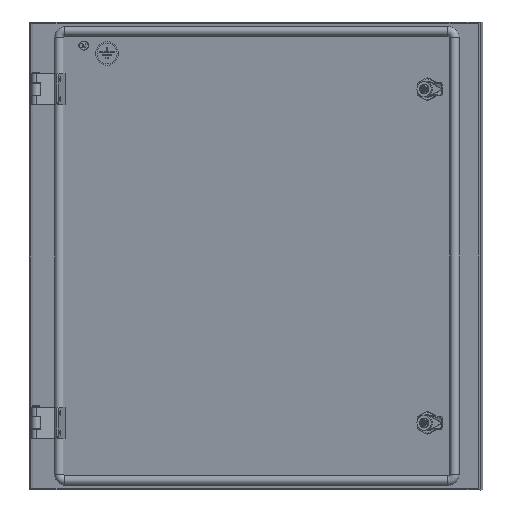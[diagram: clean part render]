
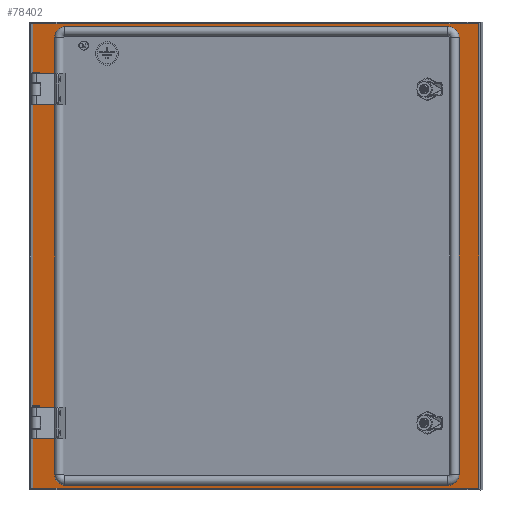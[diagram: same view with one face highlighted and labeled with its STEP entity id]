
A CAD part, left-side view. The second image highlights one B-rep face of the part: STEP entity #78402.
In plain terms, the highlighted planar face has unit normal (-0.966, 0.259, 0).
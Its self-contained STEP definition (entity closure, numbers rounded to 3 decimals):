
#303 = CARTESIAN_POINT ( 'NONE',  ( -164.64, -600.677, 25. ) ) ;
#351 = EDGE_CURVE ( 'NONE', #91094, #98754, #96204, .T. ) ;
#2700 = EDGE_CURVE ( 'NONE', #3684, #103642, #39340, .T. ) ;
#3553 = CARTESIAN_POINT ( 'NONE',  ( -157.141, -572.664, 303. ) ) ;
#3684 = VERTEX_POINT ( 'NONE', #103754 ) ;
#3847 = DIRECTION ( 'NONE',  ( 0., 0., 1. ) ) ;
#3867 = FACE_OUTER_BOUND ( 'NONE', #100741, .T. ) ;
#4175 = AXIS2_PLACEMENT_3D ( 'NONE', #52057, #68722, #67079 ) ;
#4286 = DIRECTION ( 'NONE',  ( -0.966, 0.259, 0. ) ) ;
#5564 = EDGE_CURVE ( 'NONE', #41029, #3684, #71383, .T. ) ;
#5984 = ORIENTED_EDGE ( 'NONE', *, *, #83416, .F. ) ;
#6538 = CARTESIAN_POINT ( 'NONE',  ( -11.821, -29.777, -271. ) ) ;
#6675 = LINE ( 'NONE', #32118, #80893 ) ;
#7642 = AXIS2_PLACEMENT_3D ( 'NONE', #17531, #15910, #24213 ) ;
#9828 = CARTESIAN_POINT ( 'NONE',  ( -11.821, -29.777, 25. ) ) ;
#9979 = CIRCLE ( 'NONE', #87860, 14. ) ;
#12726 = CARTESIAN_POINT ( 'NONE',  ( -88.23, -315.227, -271. ) ) ;
#13118 = CARTESIAN_POINT ( 'NONE',  ( -15.958, -45.233, 237.5 ) ) ;
#14589 = AXIS2_PLACEMENT_3D ( 'NONE', #54740, #88555, #26987 ) ;
#15472 = CIRCLE ( 'NONE', #95189, 0.5 ) ;
#15910 = DIRECTION ( 'NONE',  ( 0.966, -0.259, 0. ) ) ;
#17531 = CARTESIAN_POINT ( 'NONE',  ( -22.94, -71.314, 303. ) ) ;
#18291 = ORIENTED_EDGE ( 'NONE', *, *, #31059, .T. ) ;
#19184 = VERTEX_POINT ( 'NONE', #30277 ) ;
#19584 = DIRECTION ( 'NONE',  ( -0.259, -0.966, 0. ) ) ;
#19985 = CARTESIAN_POINT ( 'NONE',  ( -19.32, -57.791, 25. ) ) ;
#21014 = LINE ( 'NONE', #12726, #69723 ) ;
#21895 = CARTESIAN_POINT ( 'NONE',  ( -11.821, -29.777, 321. ) ) ;
#24213 = DIRECTION ( 'NONE',  ( 0.259, 0.966, 0. ) ) ;
#24313 = ORIENTED_EDGE ( 'NONE', *, *, #62467, .T. ) ;
#24608 = EDGE_CURVE ( 'NONE', #57043, #41029, #44437, .T. ) ;
#24680 = EDGE_LOOP ( 'NONE', ( #41332, #33803 ) ) ;
#25225 = CIRCLE ( 'NONE', #14589, 0.5 ) ;
#26318 = ORIENTED_EDGE ( 'NONE', *, *, #24608, .T. ) ;
#26674 = CARTESIAN_POINT ( 'NONE',  ( -15.829, -44.75, 237.5 ) ) ;
#26987 = DIRECTION ( 'NONE',  ( -0.259, -0.966, 0. ) ) ;
#28214 = DIRECTION ( 'NONE',  ( 0.259, 0.966, 0. ) ) ;
#28241 = CARTESIAN_POINT ( 'NONE',  ( -16.087, -45.716, 237.5 ) ) ;
#30214 = CARTESIAN_POINT ( 'NONE',  ( -15.829, -44.75, -187.5 ) ) ;
#30277 = CARTESIAN_POINT ( 'NONE',  ( -164.64, -600.677, -271. ) ) ;
#30908 = VERTEX_POINT ( 'NONE', #6538 ) ;
#31059 = EDGE_CURVE ( 'NONE', #31123, #30908, #53039, .T. ) ;
#31123 = VERTEX_POINT ( 'NONE', #21895 ) ;
#32118 = CARTESIAN_POINT ( 'NONE',  ( -88.23, -315.227, 321. ) ) ;
#33803 = ORIENTED_EDGE ( 'NONE', *, *, #86445, .F. ) ;
#35270 = EDGE_LOOP ( 'NONE', ( #74103, #26318, #79111, #36066, #24313, #42296, #5984, #65036 ) ) ;
#35577 = VERTEX_POINT ( 'NONE', #28241 ) ;
#36066 = ORIENTED_EDGE ( 'NONE', *, *, #2700, .T. ) ;
#36574 = FACE_BOUND ( 'NONE', #24680, .T. ) ;
#37163 = CARTESIAN_POINT ( 'NONE',  ( -22.94, -71.314, 317. ) ) ;
#37232 = ORIENTED_EDGE ( 'NONE', *, *, #84909, .T. ) ;
#37654 = PLANE ( 'NONE',  #59127 ) ;
#37924 = CARTESIAN_POINT ( 'NONE',  ( -15.958, -45.233, -187.5 ) ) ;
#38173 = ORIENTED_EDGE ( 'NONE', *, *, #62059, .F. ) ;
#39195 = AXIS2_PLACEMENT_3D ( 'NONE', #64844, #90318, #3847 ) ;
#39340 = LINE ( 'NONE', #37163, #65822 ) ;
#40472 = DIRECTION ( 'NONE',  ( 0.259, 0.966, 0. ) ) ;
#40666 = VERTEX_POINT ( 'NONE', #66064 ) ;
#40827 = VECTOR ( 'NONE', #76658, 1000. ) ;
#41029 = VERTEX_POINT ( 'NONE', #45445 ) ;
#41332 = ORIENTED_EDGE ( 'NONE', *, *, #90336, .F. ) ;
#42296 = ORIENTED_EDGE ( 'NONE', *, *, #108148, .T. ) ;
#44437 = LINE ( 'NONE', #19985, #40827 ) ;
#44588 = EDGE_CURVE ( 'NONE', #57043, #102179, #61139, .T. ) ;
#44704 = ORIENTED_EDGE ( 'NONE', *, *, #351, .F. ) ;
#45445 = CARTESIAN_POINT ( 'NONE',  ( -19.32, -57.791, 303. ) ) ;
#46853 = CARTESIAN_POINT ( 'NONE',  ( -16.087, -45.716, -187.5 ) ) ;
#46987 = VECTOR ( 'NONE', #85121, 1000. ) ;
#48885 = VERTEX_POINT ( 'NONE', #26674 ) ;
#49320 = VECTOR ( 'NONE', #79530, 1000. ) ;
#52057 = CARTESIAN_POINT ( 'NONE',  ( -15.958, -45.233, -187.5 ) ) ;
#52645 = CARTESIAN_POINT ( 'NONE',  ( -157.141, -572.664, -253. ) ) ;
#52904 = CARTESIAN_POINT ( 'NONE',  ( -19.32, -57.791, -253. ) ) ;
#53039 = LINE ( 'NONE', #9828, #75840 ) ;
#54740 = CARTESIAN_POINT ( 'NONE',  ( -15.958, -45.233, 237.5 ) ) ;
#55112 = DIRECTION ( 'NONE',  ( -0.259, -0.966, 0. ) ) ;
#57043 = VERTEX_POINT ( 'NONE', #52904 ) ;
#59127 = AXIS2_PLACEMENT_3D ( 'NONE', #70455, #104245, #28214 ) ;
#60257 = ORIENTED_EDGE ( 'NONE', *, *, #75450, .T. ) ;
#61082 = VERTEX_POINT ( 'NONE', #88936 ) ;
#61139 = CIRCLE ( 'NONE', #70045, 14. ) ;
#61607 = DIRECTION ( 'NONE',  ( -0.966, 0.259, 0. ) ) ;
#61686 = CARTESIAN_POINT ( 'NONE',  ( -153.521, -559.14, 317. ) ) ;
#62059 = EDGE_CURVE ( 'NONE', #98754, #91094, #74679, .T. ) ;
#62467 = EDGE_CURVE ( 'NONE', #103642, #61082, #71084, .T. ) ;
#62720 = CARTESIAN_POINT ( 'NONE',  ( -22.94, -71.314, -253. ) ) ;
#64844 = CARTESIAN_POINT ( 'NONE',  ( -153.521, -559.14, 303. ) ) ;
#65036 = ORIENTED_EDGE ( 'NONE', *, *, #106308, .F. ) ;
#65822 = VECTOR ( 'NONE', #73220, 1000. ) ;
#66064 = CARTESIAN_POINT ( 'NONE',  ( -164.64, -600.677, 321. ) ) ;
#67011 = DIRECTION ( 'NONE',  ( 0., 0., -1. ) ) ;
#67079 = DIRECTION ( 'NONE',  ( -0.259, -0.966, 0. ) ) ;
#68722 = DIRECTION ( 'NONE',  ( -0.966, 0.259, 0. ) ) ;
#69590 = LINE ( 'NONE', #79535, #75800 ) ;
#69723 = VECTOR ( 'NONE', #88712, 1000. ) ;
#70045 = AXIS2_PLACEMENT_3D ( 'NONE', #62720, #61607, #95411 ) ;
#70455 = CARTESIAN_POINT ( 'NONE',  ( -88.23, -315.227, 25. ) ) ;
#71084 = CIRCLE ( 'NONE', #39195, 14. ) ;
#71383 = CIRCLE ( 'NONE', #7642, 14. ) ;
#72719 = ORIENTED_EDGE ( 'NONE', *, *, #92582, .T. ) ;
#73220 = DIRECTION ( 'NONE',  ( -0.259, -0.966, 0. ) ) ;
#74103 = ORIENTED_EDGE ( 'NONE', *, *, #44588, .F. ) ;
#74679 = CIRCLE ( 'NONE', #97601, 0.5 ) ;
#74766 = DIRECTION ( 'NONE',  ( -0.966, 0.259, 0. ) ) ;
#75450 = EDGE_CURVE ( 'NONE', #19184, #40666, #76274, .T. ) ;
#75800 = VECTOR ( 'NONE', #19584, 1000. ) ;
#75840 = VECTOR ( 'NONE', #86846, 1000. ) ;
#75872 = CARTESIAN_POINT ( 'NONE',  ( -153.521, -559.14, -253. ) ) ;
#76274 = LINE ( 'NONE', #303, #46987 ) ;
#76658 = DIRECTION ( 'NONE',  ( 0., 0., 1. ) ) ;
#78402 = ADVANCED_FACE ( 'NONE', ( #3867, #36574, #87605, #97009 ), #37654, .F. ) ;
#79111 = ORIENTED_EDGE ( 'NONE', *, *, #5564, .T. ) ;
#79530 = DIRECTION ( 'NONE',  ( 0., 0., -1. ) ) ;
#79535 = CARTESIAN_POINT ( 'NONE',  ( -22.94, -71.314, -267. ) ) ;
#80316 = VERTEX_POINT ( 'NONE', #52645 ) ;
#80893 = VECTOR ( 'NONE', #40472, 1000. ) ;
#81309 = DIRECTION ( 'NONE',  ( -0.259, -0.966, 0. ) ) ;
#83416 = EDGE_CURVE ( 'NONE', #89999, #80316, #9979, .T. ) ;
#84909 = EDGE_CURVE ( 'NONE', #40666, #31123, #6675, .T. ) ;
#85121 = DIRECTION ( 'NONE',  ( 0., 0., 1. ) ) ;
#86445 = EDGE_CURVE ( 'NONE', #48885, #35577, #15472, .T. ) ;
#86846 = DIRECTION ( 'NONE',  ( 0., 0., -1. ) ) ;
#87605 = FACE_BOUND ( 'NONE', #105607, .T. ) ;
#87860 = AXIS2_PLACEMENT_3D ( 'NONE', #75872, #74766, #67011 ) ;
#88555 = DIRECTION ( 'NONE',  ( -0.966, 0.259, 0. ) ) ;
#88712 = DIRECTION ( 'NONE',  ( -0.259, -0.966, 0. ) ) ;
#88936 = CARTESIAN_POINT ( 'NONE',  ( -157.141, -572.664, 303. ) ) ;
#89999 = VERTEX_POINT ( 'NONE', #103434 ) ;
#90318 = DIRECTION ( 'NONE',  ( 0.966, -0.259, 0. ) ) ;
#90336 = EDGE_CURVE ( 'NONE', #35577, #48885, #25225, .T. ) ;
#91094 = VERTEX_POINT ( 'NONE', #46853 ) ;
#92582 = EDGE_CURVE ( 'NONE', #30908, #19184, #21014, .T. ) ;
#95189 = AXIS2_PLACEMENT_3D ( 'NONE', #13118, #4286, #81309 ) ;
#95411 = DIRECTION ( 'NONE',  ( 0.259, 0.966, 0. ) ) ;
#96204 = CIRCLE ( 'NONE', #4175, 0.5 ) ;
#96691 = LINE ( 'NONE', #3553, #49320 ) ;
#97009 = FACE_BOUND ( 'NONE', #35270, .T. ) ;
#97601 = AXIS2_PLACEMENT_3D ( 'NONE', #37924, #105596, #55112 ) ;
#98754 = VERTEX_POINT ( 'NONE', #30214 ) ;
#100741 = EDGE_LOOP ( 'NONE', ( #18291, #72719, #60257, #37232 ) ) ;
#102179 = VERTEX_POINT ( 'NONE', #107195 ) ;
#103434 = CARTESIAN_POINT ( 'NONE',  ( -153.521, -559.14, -267. ) ) ;
#103642 = VERTEX_POINT ( 'NONE', #61686 ) ;
#103754 = CARTESIAN_POINT ( 'NONE',  ( -22.94, -71.314, 317. ) ) ;
#104245 = DIRECTION ( 'NONE',  ( 0.966, -0.259, 0. ) ) ;
#105596 = DIRECTION ( 'NONE',  ( -0.966, 0.259, 0. ) ) ;
#105607 = EDGE_LOOP ( 'NONE', ( #44704, #38173 ) ) ;
#106308 = EDGE_CURVE ( 'NONE', #102179, #89999, #69590, .T. ) ;
#107195 = CARTESIAN_POINT ( 'NONE',  ( -22.94, -71.314, -267. ) ) ;
#108148 = EDGE_CURVE ( 'NONE', #61082, #80316, #96691, .T. ) ;
